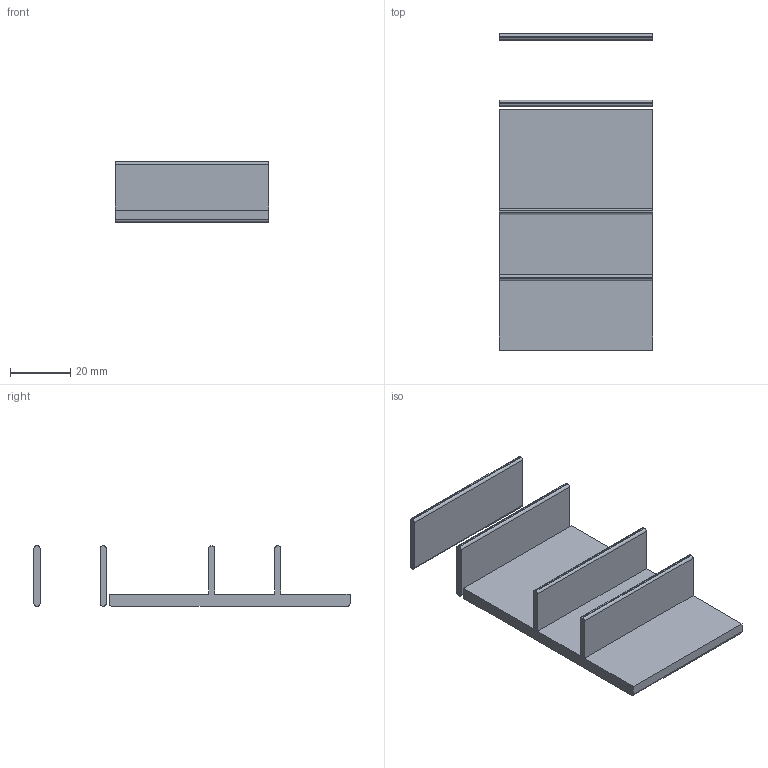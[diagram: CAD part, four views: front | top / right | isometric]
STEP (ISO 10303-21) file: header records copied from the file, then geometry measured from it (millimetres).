
FILE_DESCRIPTION(('Open CASCADE Model'),'2;1');
FILE_NAME('Open CASCADE Shape Model','2023-04-10T15:54:45',('Author'),( 'Open CASCADE'),'Open CASCADE STEP processor 7.6','Open CASCADE 7.6' ,'Unknown');
FILE_SCHEMA(('AUTOMOTIVE_DESIGN { 1 0 10303 214 1 1 1 1 }'));
Length unit declared in the file: millimetre
Products named in the file (5): Open CASCADE STEP translator 7.6 3; Open CASCADE STEP translator 7.6 3.1; Open CASCADE STEP translator 7.6 3.1.1; Open CASCADE STEP translator 7.6 3.1.2; Open CASCADE STEP translator 7.6 3.1.3
Assembly tree (4 placements, depth 3):
  Open CASCADE STEP translator 7.6 3
    Open CASCADE STEP translator 7.6 3.1
      Open CASCADE STEP translator 7.6 3.1.1
      Open CASCADE STEP translator 7.6 3.1.2
      Open CASCADE STEP translator 7.6 3.1.3
Bounding box: 51 x 105 x 20 mm (x, y, z)
Volume: 23565.9 mm3; surface area: 16999 mm2
Topology: 3 solids, 3 shells, 40 faces, 102 edges, 68 vertices
Faces by surface type: plane 26, cylinder 14
Entity records: 2652 total; most frequent: CARTESIAN_POINT 511, DIRECTION 402, LINE 242, VECTOR 242, ORIENTED_EDGE 204, PCURVE 204, DEFINITIONAL_REPRESENTATION 204, EDGE_CURVE 102
